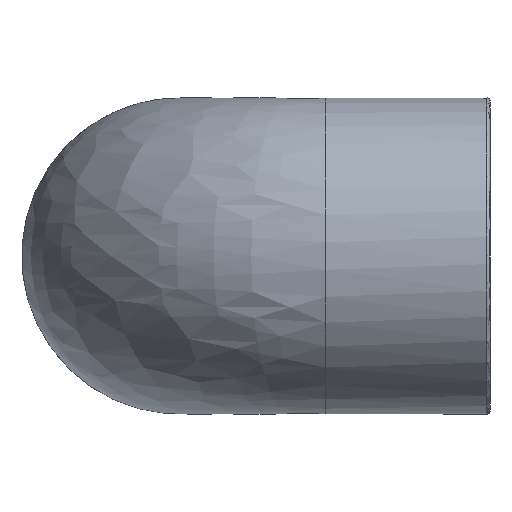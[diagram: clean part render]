
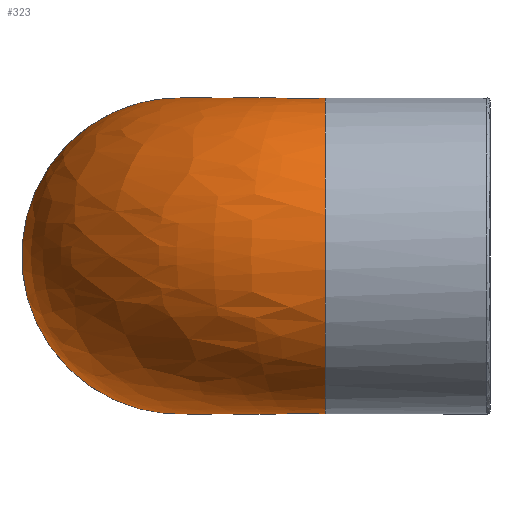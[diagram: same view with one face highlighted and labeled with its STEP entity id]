
A CAD part, left-side view. The second image highlights one B-rep face of the part: STEP entity #323.
In plain terms, the highlighted free-form (B-spline) face has degree [2, 2] with [9, 3] control points.
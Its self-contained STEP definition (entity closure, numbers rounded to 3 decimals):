
#21=(
BOUNDED_SURFACE()
B_SPLINE_SURFACE(2,2,((#533,#534,#535),(#536,#537,#538),(#539,#540,#541),
(#542,#543,#544),(#545,#546,#547),(#548,#549,#550),(#551,#552,#553),(#554,
#555,#556),(#557,#558,#559)),.UNSPECIFIED.,.F.,.F.,.F.)
B_SPLINE_SURFACE_WITH_KNOTS((3,2,2,2,3),(3,3),(-2.697,-1.348,
0.,1.348,2.697),(0.,1.571),
 .UNSPECIFIED.)
GEOMETRIC_REPRESENTATION_ITEM()
RATIONAL_B_SPLINE_SURFACE(((1.,0.707,1.),(0.781,
0.552,0.781),(1.,0.707,1.),(0.781,
0.552,0.781),(1.,0.707,1.),(0.781,
0.552,0.781),(1.,0.707,1.),(0.781,
0.552,0.781),(1.,0.707,1.)))
REPRESENTATION_ITEM('')
SURFACE()
);
#24=B_SPLINE_CURVE_WITH_KNOTS('',3,(#497,#498,#499,#500,#501,#502,#503,
#504,#505,#506,#507,#508,#509,#510,#511,#512),.UNSPECIFIED.,.F.,.F.,(4,
3,3,3,3,4),(0.,0.016,0.031,
0.035,0.05,0.07),.UNSPECIFIED.);
#25=B_SPLINE_CURVE_WITH_KNOTS('',3,(#516,#517,#518,#519,#520,#521,#522,
#523,#524,#525,#526,#527,#528,#529,#530,#531),.UNSPECIFIED.,.F.,.F.,(4,
3,3,3,3,4),(0.,0.016,0.031,
0.035,0.05,0.07),.UNSPECIFIED.);
#77=FACE_OUTER_BOUND('',#104,.T.);
#104=EDGE_LOOP('',(#239,#240,#241,#242));
#143=CIRCLE('',#355,25.);
#144=CIRCLE('',#356,25.);
#161=VERTEX_POINT('',#495);
#162=VERTEX_POINT('',#496);
#163=VERTEX_POINT('',#513);
#164=VERTEX_POINT('',#515);
#193=EDGE_CURVE('',#161,#162,#24,.T.);
#195=EDGE_CURVE('',#164,#163,#25,.T.);
#197=EDGE_CURVE('',#163,#161,#143,.T.);
#198=EDGE_CURVE('',#164,#162,#144,.T.);
#239=ORIENTED_EDGE('',*,*,#195,.T.);
#240=ORIENTED_EDGE('',*,*,#197,.T.);
#241=ORIENTED_EDGE('',*,*,#193,.T.);
#242=ORIENTED_EDGE('',*,*,#198,.F.);
#323=ADVANCED_FACE('',(#77),#21,.F.);
#355=AXIS2_PLACEMENT_3D('',#560,#401,#402);
#356=AXIS2_PLACEMENT_3D('',#561,#403,#404);
#401=DIRECTION('center_axis',(0.,1.,0.));
#402=DIRECTION('ref_axis',(-1.,0.,0.));
#403=DIRECTION('center_axis',(1.,0.,0.));
#404=DIRECTION('ref_axis',(0.,1.,0.));
#495=CARTESIAN_POINT('',(22.549,26.,10.795));
#496=CARTESIAN_POINT('',(23.,26.451,10.795));
#497=CARTESIAN_POINT('Ctrl Pts',(22.549,26.,10.795));
#498=CARTESIAN_POINT('Ctrl Pts',(22.554,26.052,10.786));
#499=CARTESIAN_POINT('Ctrl Pts',(22.567,26.103,10.778));
#500=CARTESIAN_POINT('Ctrl Pts',(22.587,26.151,10.772));
#501=CARTESIAN_POINT('Ctrl Pts',(22.607,26.198,10.767));
#502=CARTESIAN_POINT('Ctrl Pts',(22.634,26.242,10.763));
#503=CARTESIAN_POINT('Ctrl Pts',(22.667,26.28,10.762));
#504=CARTESIAN_POINT('Ctrl Pts',(22.675,26.29,10.762));
#505=CARTESIAN_POINT('Ctrl Pts',(22.684,26.299,10.762));
#506=CARTESIAN_POINT('Ctrl Pts',(22.692,26.308,10.762));
#507=CARTESIAN_POINT('Ctrl Pts',(22.728,26.343,10.762));
#508=CARTESIAN_POINT('Ctrl Pts',(22.768,26.372,10.764));
#509=CARTESIAN_POINT('Ctrl Pts',(22.813,26.396,10.769));
#510=CARTESIAN_POINT('Ctrl Pts',(22.871,26.426,10.774));
#511=CARTESIAN_POINT('Ctrl Pts',(22.935,26.445,10.783));
#512=CARTESIAN_POINT('Ctrl Pts',(23.,26.451,10.795));
#513=CARTESIAN_POINT('',(22.549,26.,-10.795));
#515=CARTESIAN_POINT('',(23.,26.451,-10.795));
#516=CARTESIAN_POINT('Ctrl Pts',(23.,26.451,-10.795));
#517=CARTESIAN_POINT('Ctrl Pts',(22.948,26.446,-10.786));
#518=CARTESIAN_POINT('Ctrl Pts',(22.897,26.433,-10.778));
#519=CARTESIAN_POINT('Ctrl Pts',(22.849,26.413,-10.772));
#520=CARTESIAN_POINT('Ctrl Pts',(22.802,26.393,-10.767));
#521=CARTESIAN_POINT('Ctrl Pts',(22.758,26.366,-10.763));
#522=CARTESIAN_POINT('Ctrl Pts',(22.72,26.333,-10.762));
#523=CARTESIAN_POINT('Ctrl Pts',(22.71,26.325,-10.762));
#524=CARTESIAN_POINT('Ctrl Pts',(22.701,26.316,-10.762));
#525=CARTESIAN_POINT('Ctrl Pts',(22.692,26.308,-10.762));
#526=CARTESIAN_POINT('Ctrl Pts',(22.657,26.272,-10.762));
#527=CARTESIAN_POINT('Ctrl Pts',(22.628,26.232,-10.764));
#528=CARTESIAN_POINT('Ctrl Pts',(22.604,26.187,-10.769));
#529=CARTESIAN_POINT('Ctrl Pts',(22.574,26.129,-10.774));
#530=CARTESIAN_POINT('Ctrl Pts',(22.555,26.065,-10.783));
#531=CARTESIAN_POINT('Ctrl Pts',(22.549,26.,-10.795));
#533=CARTESIAN_POINT('Ctrl Pts',(22.566,26.,10.761));
#534=CARTESIAN_POINT('Ctrl Pts',(22.566,26.434,10.761));
#535=CARTESIAN_POINT('Ctrl Pts',(23.,26.434,10.761));
#536=CARTESIAN_POINT('Ctrl Pts',(13.967,26.,28.792));
#537=CARTESIAN_POINT('Ctrl Pts',(13.967,35.033,28.792));
#538=CARTESIAN_POINT('Ctrl Pts',(23.,35.033,28.792));
#539=CARTESIAN_POINT('Ctrl Pts',(-5.516,26.,24.384));
#540=CARTESIAN_POINT('Ctrl Pts',(-5.516,54.516,24.384));
#541=CARTESIAN_POINT('Ctrl Pts',(23.,54.516,24.384));
#542=CARTESIAN_POINT('Ctrl Pts',(-25.,26.,19.976));
#543=CARTESIAN_POINT('Ctrl Pts',(-25.,74.,19.976));
#544=CARTESIAN_POINT('Ctrl Pts',(23.,74.,19.976));
#545=CARTESIAN_POINT('Ctrl Pts',(-25.,26.,0.));
#546=CARTESIAN_POINT('Ctrl Pts',(-25.,74.,0.));
#547=CARTESIAN_POINT('Ctrl Pts',(23.,74.,0.));
#548=CARTESIAN_POINT('Ctrl Pts',(-25.,26.,-19.976));
#549=CARTESIAN_POINT('Ctrl Pts',(-25.,74.,-19.976));
#550=CARTESIAN_POINT('Ctrl Pts',(23.,74.,-19.976));
#551=CARTESIAN_POINT('Ctrl Pts',(-5.516,26.,-24.384));
#552=CARTESIAN_POINT('Ctrl Pts',(-5.516,54.516,-24.384));
#553=CARTESIAN_POINT('Ctrl Pts',(23.,54.516,-24.384));
#554=CARTESIAN_POINT('Ctrl Pts',(13.967,26.,-28.792));
#555=CARTESIAN_POINT('Ctrl Pts',(13.967,35.033,-28.792));
#556=CARTESIAN_POINT('Ctrl Pts',(23.,35.033,-28.792));
#557=CARTESIAN_POINT('Ctrl Pts',(22.566,26.,-10.761));
#558=CARTESIAN_POINT('Ctrl Pts',(22.566,26.434,-10.761));
#559=CARTESIAN_POINT('Ctrl Pts',(23.,26.434,-10.761));
#560=CARTESIAN_POINT('Origin',(0.,26.,0.));
#561=CARTESIAN_POINT('Origin',(23.,49.,0.));
